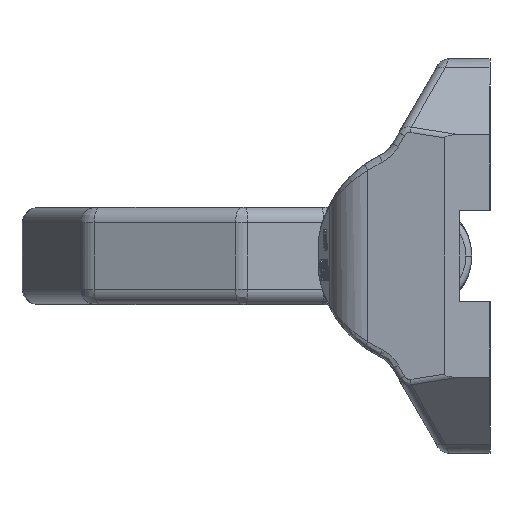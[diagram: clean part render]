
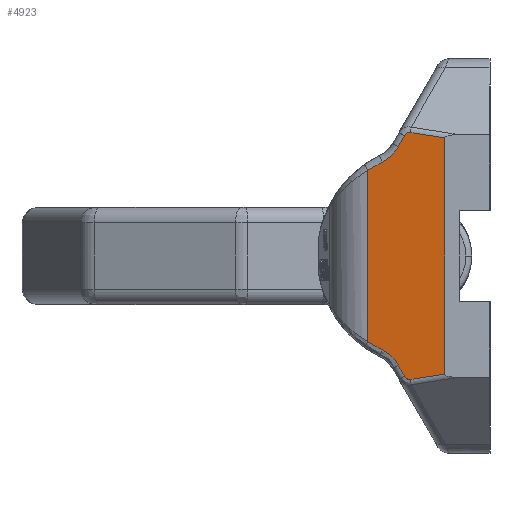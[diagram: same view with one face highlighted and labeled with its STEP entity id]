
A CAD part, left-side view. The second image highlights one B-rep face of the part: STEP entity #4923.
In plain terms, the highlighted planar face has unit normal (-0.988, 0.156, 0).
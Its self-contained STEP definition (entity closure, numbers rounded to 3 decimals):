
#115=DIRECTION('',(0.,0.,1.));
#116=VECTOR('',#115,77.867);
#117=CARTESIAN_POINT('',(-57.,15.,-38.934));
#118=LINE('',#117,#116);
#139=DIRECTION('',(-0.155,-0.976,0.155));
#140=VECTOR('',#139,11.675);
#141=CARTESIAN_POINT('',(-55.196,26.392,-40.738));
#142=LINE('',#141,#140);
#163=DIRECTION('',(0.079,0.498,-0.863));
#164=VECTOR('',#163,4.294);
#165=CARTESIAN_POINT('',(-54.918,28.144,39.644));
#166=LINE('',#165,#164);
#181=CARTESIAN_POINT('',(-54.579,30.284,35.937));
#182=CARTESIAN_POINT('',(-54.531,30.591,35.405));
#183=CARTESIAN_POINT('',(-54.422,31.277,34.395));
#184=CARTESIAN_POINT('',(-54.223,32.534,33.029));
#185=CARTESIAN_POINT('',(-53.993,33.983,31.862));
#186=CARTESIAN_POINT('',(-53.826,35.043,31.241));
#187=CARTESIAN_POINT('',(-53.737,35.599,30.967));
#197=CARTESIAN_POINT('',(-53.737,35.599,30.967));
#198=CARTESIAN_POINT('',(-53.652,36.139,30.702));
#199=CARTESIAN_POINT('',(-53.483,37.203,30.145));
#200=CARTESIAN_POINT('',(-53.238,38.754,29.226));
#201=CARTESIAN_POINT('',(-53.079,39.757,28.558));
#202=CARTESIAN_POINT('',(-53.001,40.25,28.211));
#247=DIRECTION('',(0.,0.,-1.));
#248=VECTOR('',#247,56.422);
#249=CARTESIAN_POINT('',(-53.001,40.25,28.211));
#250=LINE('',#249,#248);
#262=CARTESIAN_POINT('',(-53.001,40.25,-28.211));
#282=CARTESIAN_POINT('',(-53.001,40.25,-28.211));
#283=CARTESIAN_POINT('',(-53.079,39.757,-28.558));
#284=CARTESIAN_POINT('',(-53.238,38.754,-29.226));
#285=CARTESIAN_POINT('',(-53.483,37.203,-30.145));
#286=CARTESIAN_POINT('',(-53.652,36.139,-30.702));
#287=CARTESIAN_POINT('',(-53.737,35.599,-30.967));
#306=CARTESIAN_POINT('',(-53.737,35.599,-30.967));
#307=CARTESIAN_POINT('',(-53.826,35.042,-31.241));
#308=CARTESIAN_POINT('',(-53.994,33.982,-31.863));
#309=CARTESIAN_POINT('',(-54.223,32.533,-33.03));
#310=CARTESIAN_POINT('',(-54.422,31.277,-34.396));
#311=CARTESIAN_POINT('',(-54.531,30.591,-35.405));
#312=CARTESIAN_POINT('',(-54.579,30.284,-35.937));
#322=DIRECTION('',(-0.079,-0.498,-0.863));
#323=VECTOR('',#322,4.294);
#324=CARTESIAN_POINT('',(-54.579,30.284,-35.937));
#325=LINE('',#324,#323);
#335=CARTESIAN_POINT('',(-54.918,28.144,-39.644));
#336=CARTESIAN_POINT('',(-54.931,28.066,-39.778));
#337=CARTESIAN_POINT('',(-54.957,27.898,-40.023));
#338=CARTESIAN_POINT('',(-55.005,27.597,-40.334));
#339=CARTESIAN_POINT('',(-55.055,27.278,-40.56));
#340=CARTESIAN_POINT('',(-55.106,26.959,-40.701));
#341=CARTESIAN_POINT('',(-55.154,26.656,-40.759));
#342=CARTESIAN_POINT('',(-55.182,26.477,-40.752));
#343=CARTESIAN_POINT('',(-55.196,26.392,-40.738));
#1865=DIRECTION('',(0.155,0.976,0.155));
#1866=VECTOR('',#1865,11.675);
#1867=CARTESIAN_POINT('',(-57.,15.,38.934));
#1868=LINE('',#1867,#1866);
#1884=CARTESIAN_POINT('',(-55.196,26.392,40.738));
#1885=CARTESIAN_POINT('',(-55.182,26.478,40.752));
#1886=CARTESIAN_POINT('',(-55.154,26.657,40.76));
#1887=CARTESIAN_POINT('',(-55.105,26.962,40.7));
#1888=CARTESIAN_POINT('',(-55.055,27.282,40.558));
#1889=CARTESIAN_POINT('',(-55.004,27.601,40.33));
#1890=CARTESIAN_POINT('',(-54.957,27.9,40.02));
#1891=CARTESIAN_POINT('',(-54.93,28.067,39.777));
#1892=CARTESIAN_POINT('',(-54.918,28.144,39.644));
#3711=CARTESIAN_POINT('',(-54.918,28.144,39.644));
#3712=CARTESIAN_POINT('',(-54.579,30.284,35.937));
#3713=VERTEX_POINT('',#3711);
#3714=VERTEX_POINT('',#3712);
#3719=VERTEX_POINT('',#197);
#3720=VERTEX_POINT('',#202);
#3747=VERTEX_POINT('',#262);
#3749=VERTEX_POINT('',#287);
#3751=CARTESIAN_POINT('',(-54.579,30.284,
-35.937));
#3752=CARTESIAN_POINT('',(-54.918,28.144,
-39.644));
#3753=VERTEX_POINT('',#3751);
#3754=VERTEX_POINT('',#3752);
#3759=CARTESIAN_POINT('',(-55.196,26.392,
-40.738));
#3760=CARTESIAN_POINT('',(-57.,15.,-38.934));
#3761=VERTEX_POINT('',#3759);
#3762=VERTEX_POINT('',#3760);
#3766=CARTESIAN_POINT('',(-57.,15.,38.934));
#3767=VERTEX_POINT('',#3766);
#4029=CARTESIAN_POINT('',(-55.196,26.392,40.738));
#4030=VERTEX_POINT('',#4029);
#4894=CARTESIAN_POINT('',(-57.,15.,78.));
#4895=DIRECTION('',(0.988,-0.156,0.));
#4896=DIRECTION('',(0.156,0.988,0.));
#4897=AXIS2_PLACEMENT_3D('',#4894,#4895,#4896);
#4898=PLANE('',#4897);
#4900=ORIENTED_EDGE('',*,*,#4899,.F.);
#4902=ORIENTED_EDGE('',*,*,#4901,.F.);
#4904=ORIENTED_EDGE('',*,*,#4903,.F.);
#4905=ORIENTED_EDGE('',*,*,#4850,.F.);
#4906=ORIENTED_EDGE('',*,*,#4885,.F.);
#4908=ORIENTED_EDGE('',*,*,#4907,.F.);
#4910=ORIENTED_EDGE('',*,*,#4909,.F.);
#4912=ORIENTED_EDGE('',*,*,#4911,.F.);
#4914=ORIENTED_EDGE('',*,*,#4913,.F.);
#4916=ORIENTED_EDGE('',*,*,#4915,.F.);
#4918=ORIENTED_EDGE('',*,*,#4917,.F.);
#4920=ORIENTED_EDGE('',*,*,#4919,.F.);
#4921=EDGE_LOOP('',(#4900,#4902,#4904,#4905,#4906,#4908,#4910,#4912,#4914,#4916,
#4918,#4920));
#4922=FACE_OUTER_BOUND('',#4921,.F.);
#4923=ADVANCED_FACE('',(#4922),#4898,.F.);
#188=B_SPLINE_CURVE_WITH_KNOTS('',3,(#181,#182,#183,#184,#185,#186,#187),
.UNSPECIFIED.,.F.,.F.,(4,1,1,1,4),(0.,0.25,0.5,0.75,1.),
.UNSPECIFIED.);
#203=B_SPLINE_CURVE_WITH_KNOTS('',3,(#197,#198,#199,#200,#201,#202),
.UNSPECIFIED.,.F.,.F.,(4,1,1,4),(0.,0.333,0.667,1.),
.UNSPECIFIED.);
#288=B_SPLINE_CURVE_WITH_KNOTS('',3,(#282,#283,#284,#285,#286,#287),
.UNSPECIFIED.,.F.,.F.,(4,1,1,4),(0.,0.333,0.667,1.),
.UNSPECIFIED.);
#313=B_SPLINE_CURVE_WITH_KNOTS('',3,(#306,#307,#308,#309,#310,#311,#312),
.UNSPECIFIED.,.F.,.F.,(4,1,1,1,4),(0.,0.25,0.5,0.75,1.),
.UNSPECIFIED.);
#344=B_SPLINE_CURVE_WITH_KNOTS('',3,(#335,#336,#337,#338,#339,#340,#341,#342,
#343),.UNSPECIFIED.,.F.,.F.,(4,1,1,1,1,1,4),(0.,0.167,
0.333,0.5,0.667,0.833,1.),
.UNSPECIFIED.);
#1893=B_SPLINE_CURVE_WITH_KNOTS('',3,(#1884,#1885,#1886,#1887,#1888,#1889,#1890,
#1891,#1892),.UNSPECIFIED.,.F.,.F.,(4,1,1,1,1,1,4),(0.,0.167,
0.333,0.5,0.667,0.833,1.),
.UNSPECIFIED.);
#4850=EDGE_CURVE('',#3762,#3767,#118,.T.);
#4885=EDGE_CURVE('',#3761,#3762,#142,.T.);
#4899=EDGE_CURVE('',#3713,#3714,#166,.T.);
#4901=EDGE_CURVE('',#4030,#3713,#1893,.T.);
#4903=EDGE_CURVE('',#3767,#4030,#1868,.T.);
#4907=EDGE_CURVE('',#3754,#3761,#344,.T.);
#4909=EDGE_CURVE('',#3753,#3754,#325,.T.);
#4911=EDGE_CURVE('',#3749,#3753,#313,.T.);
#4913=EDGE_CURVE('',#3747,#3749,#288,.T.);
#4915=EDGE_CURVE('',#3720,#3747,#250,.T.);
#4917=EDGE_CURVE('',#3719,#3720,#203,.T.);
#4919=EDGE_CURVE('',#3714,#3719,#188,.T.);
